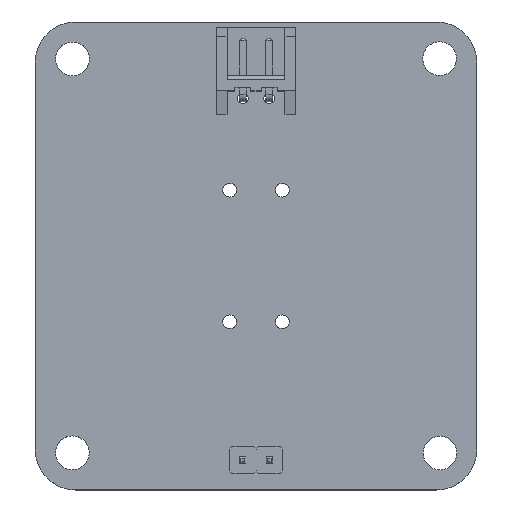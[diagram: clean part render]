
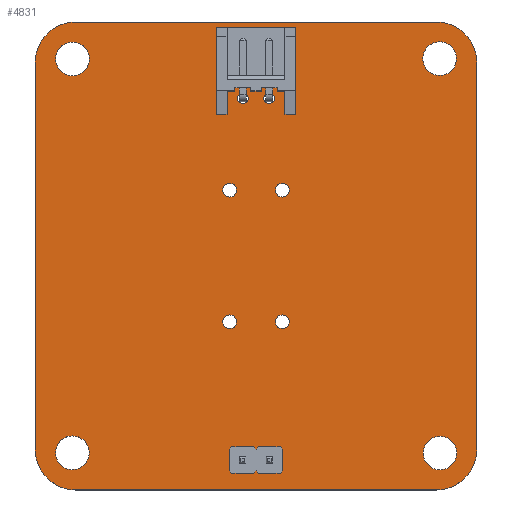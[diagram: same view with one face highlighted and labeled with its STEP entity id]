
A CAD part, top view. The second image highlights one B-rep face of the part: STEP entity #4831.
In plain terms, the highlighted planar face has unit normal (0, 0, 1).
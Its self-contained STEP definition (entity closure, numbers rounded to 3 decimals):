
#4550 = VERTEX_POINT('',#4551);
#4551 = CARTESIAN_POINT('',(167.64,-62.23,1.51));
#4557 = EDGE_CURVE('',#4550,#4558,#4560,.T.);
#4558 = VERTEX_POINT('',#4559);
#4559 = CARTESIAN_POINT('',(171.45,-66.04,1.51));
#4560 = CIRCLE('',#4561,3.81);
#4561 = AXIS2_PLACEMENT_3D('',#4562,#4563,#4564);
#4562 = CARTESIAN_POINT('',(167.64,-66.04,1.51));
#4563 = DIRECTION('',(0.,0.,-1.));
#4564 = DIRECTION('',(0.,1.,0.));
#4592 = VERTEX_POINT('',#4593);
#4593 = CARTESIAN_POINT('',(133.35,-62.23,1.51));
#4599 = EDGE_CURVE('',#4592,#4550,#4600,.T.);
#4600 = LINE('',#4601,#4602);
#4601 = CARTESIAN_POINT('',(133.35,-62.23,1.51));
#4602 = VECTOR('',#4603,1.);
#4603 = DIRECTION('',(1.,0.,0.));
#4621 = EDGE_CURVE('',#4558,#4622,#4624,.T.);
#4622 = VERTEX_POINT('',#4623);
#4623 = CARTESIAN_POINT('',(171.45,-102.87,1.51));
#4624 = LINE('',#4625,#4626);
#4625 = CARTESIAN_POINT('',(171.45,-66.04,1.51));
#4626 = VECTOR('',#4627,1.);
#4627 = DIRECTION('',(0.,-1.,0.));
#4831 = ADVANCED_FACE('',(#4832,#4878,#4889,#4900,#4911,#4922,#4933,
    #4944,#4955,#4966,#4977,#4988,#4999),#5010,.T.);
#4832 = FACE_BOUND('',#4833,.T.);
#4833 = EDGE_LOOP('',(#4834,#4835,#4836,#4845,#4853,#4862,#4870,#4877));
#4834 = ORIENTED_EDGE('',*,*,#4557,.F.);
#4835 = ORIENTED_EDGE('',*,*,#4599,.F.);
#4836 = ORIENTED_EDGE('',*,*,#4837,.F.);
#4837 = EDGE_CURVE('',#4838,#4592,#4840,.T.);
#4838 = VERTEX_POINT('',#4839);
#4839 = CARTESIAN_POINT('',(129.54,-66.04,1.51));
#4840 = CIRCLE('',#4841,3.81);
#4841 = AXIS2_PLACEMENT_3D('',#4842,#4843,#4844);
#4842 = CARTESIAN_POINT('',(133.35,-66.04,1.51));
#4843 = DIRECTION('',(0.,0.,-1.));
#4844 = DIRECTION('',(-1.,0.,-0.));
#4845 = ORIENTED_EDGE('',*,*,#4846,.F.);
#4846 = EDGE_CURVE('',#4847,#4838,#4849,.T.);
#4847 = VERTEX_POINT('',#4848);
#4848 = CARTESIAN_POINT('',(129.54,-102.87,1.51));
#4849 = LINE('',#4850,#4851);
#4850 = CARTESIAN_POINT('',(129.54,-102.87,1.51));
#4851 = VECTOR('',#4852,1.);
#4852 = DIRECTION('',(0.,1.,0.));
#4853 = ORIENTED_EDGE('',*,*,#4854,.F.);
#4854 = EDGE_CURVE('',#4855,#4847,#4857,.T.);
#4855 = VERTEX_POINT('',#4856);
#4856 = CARTESIAN_POINT('',(133.35,-106.68,1.51));
#4857 = CIRCLE('',#4858,3.81);
#4858 = AXIS2_PLACEMENT_3D('',#4859,#4860,#4861);
#4859 = CARTESIAN_POINT('',(133.35,-102.87,1.51));
#4860 = DIRECTION('',(0.,0.,-1.));
#4861 = DIRECTION('',(0.,-1.,0.));
#4862 = ORIENTED_EDGE('',*,*,#4863,.F.);
#4863 = EDGE_CURVE('',#4864,#4855,#4866,.T.);
#4864 = VERTEX_POINT('',#4865);
#4865 = CARTESIAN_POINT('',(167.64,-106.68,1.51));
#4866 = LINE('',#4867,#4868);
#4867 = CARTESIAN_POINT('',(167.64,-106.68,1.51));
#4868 = VECTOR('',#4869,1.);
#4869 = DIRECTION('',(-1.,0.,0.));
#4870 = ORIENTED_EDGE('',*,*,#4871,.F.);
#4871 = EDGE_CURVE('',#4622,#4864,#4872,.T.);
#4872 = CIRCLE('',#4873,3.81);
#4873 = AXIS2_PLACEMENT_3D('',#4874,#4875,#4876);
#4874 = CARTESIAN_POINT('',(167.64,-102.87,1.51));
#4875 = DIRECTION('',(0.,0.,-1.));
#4876 = DIRECTION('',(1.,0.,0.));
#4877 = ORIENTED_EDGE('',*,*,#4621,.F.);
#4878 = FACE_BOUND('',#4879,.T.);
#4879 = EDGE_LOOP('',(#4880));
#4880 = ORIENTED_EDGE('',*,*,#4881,.T.);
#4881 = EDGE_CURVE('',#4882,#4882,#4884,.T.);
#4882 = VERTEX_POINT('',#4883);
#4883 = CARTESIAN_POINT('',(133.045,-104.749,1.51));
#4884 = CIRCLE('',#4885,1.6);
#4885 = AXIS2_PLACEMENT_3D('',#4886,#4887,#4888);
#4886 = CARTESIAN_POINT('',(133.045,-103.149,1.51));
#4887 = DIRECTION('',(-0.,0.,-1.));
#4888 = DIRECTION('',(-0.,-1.,0.));
#4889 = FACE_BOUND('',#4890,.T.);
#4890 = EDGE_LOOP('',(#4891));
#4891 = ORIENTED_EDGE('',*,*,#4892,.T.);
#4892 = EDGE_CURVE('',#4893,#4893,#4895,.T.);
#4893 = VERTEX_POINT('',#4894);
#4894 = CARTESIAN_POINT('',(149.225,-104.335,1.51));
#4895 = CIRCLE('',#4896,0.5);
#4896 = AXIS2_PLACEMENT_3D('',#4897,#4898,#4899);
#4897 = CARTESIAN_POINT('',(149.225,-103.835,1.51));
#4898 = DIRECTION('',(-0.,0.,-1.));
#4899 = DIRECTION('',(-0.,-1.,0.));
#4900 = FACE_BOUND('',#4901,.T.);
#4901 = EDGE_LOOP('',(#4902));
#4902 = ORIENTED_EDGE('',*,*,#4903,.T.);
#4903 = EDGE_CURVE('',#4904,#4904,#4906,.T.);
#4904 = VERTEX_POINT('',#4905);
#4905 = CARTESIAN_POINT('',(147.995,-91.355,1.51));
#4906 = CIRCLE('',#4907,0.65);
#4907 = AXIS2_PLACEMENT_3D('',#4908,#4909,#4910);
#4908 = CARTESIAN_POINT('',(147.995,-90.705,1.51));
#4909 = DIRECTION('',(-0.,0.,-1.));
#4910 = DIRECTION('',(-0.,-1.,0.));
#4911 = FACE_BOUND('',#4912,.T.);
#4912 = EDGE_LOOP('',(#4913));
#4913 = ORIENTED_EDGE('',*,*,#4914,.T.);
#4914 = EDGE_CURVE('',#4915,#4915,#4917,.T.);
#4915 = VERTEX_POINT('',#4916);
#4916 = CARTESIAN_POINT('',(151.765,-104.335,1.51));
#4917 = CIRCLE('',#4918,0.5);
#4918 = AXIS2_PLACEMENT_3D('',#4919,#4920,#4921);
#4919 = CARTESIAN_POINT('',(151.765,-103.835,1.51));
#4920 = DIRECTION('',(-0.,0.,-1.));
#4921 = DIRECTION('',(-0.,-1.,0.));
#4922 = FACE_BOUND('',#4923,.T.);
#4923 = EDGE_LOOP('',(#4924));
#4924 = ORIENTED_EDGE('',*,*,#4925,.T.);
#4925 = EDGE_CURVE('',#4926,#4926,#4928,.T.);
#4926 = VERTEX_POINT('',#4927);
#4927 = CARTESIAN_POINT('',(167.97,-104.775,1.51));
#4928 = CIRCLE('',#4929,1.6);
#4929 = AXIS2_PLACEMENT_3D('',#4930,#4931,#4932);
#4930 = CARTESIAN_POINT('',(167.97,-103.175,1.51));
#4931 = DIRECTION('',(-0.,0.,-1.));
#4932 = DIRECTION('',(-0.,-1.,0.));
#4933 = FACE_BOUND('',#4934,.T.);
#4934 = EDGE_LOOP('',(#4935));
#4935 = ORIENTED_EDGE('',*,*,#4936,.T.);
#4936 = EDGE_CURVE('',#4937,#4937,#4939,.T.);
#4937 = VERTEX_POINT('',#4938);
#4938 = CARTESIAN_POINT('',(152.995,-91.355,1.51));
#4939 = CIRCLE('',#4940,0.65);
#4940 = AXIS2_PLACEMENT_3D('',#4941,#4942,#4943);
#4941 = CARTESIAN_POINT('',(152.995,-90.705,1.51));
#4942 = DIRECTION('',(-0.,0.,-1.));
#4943 = DIRECTION('',(-0.,-1.,0.));
#4944 = FACE_BOUND('',#4945,.T.);
#4945 = EDGE_LOOP('',(#4946));
#4946 = ORIENTED_EDGE('',*,*,#4947,.T.);
#4947 = EDGE_CURVE('',#4948,#4948,#4950,.T.);
#4948 = VERTEX_POINT('',#4949);
#4949 = CARTESIAN_POINT('',(147.995,-78.855,1.51));
#4950 = CIRCLE('',#4951,0.65);
#4951 = AXIS2_PLACEMENT_3D('',#4952,#4953,#4954);
#4952 = CARTESIAN_POINT('',(147.995,-78.205,1.51));
#4953 = DIRECTION('',(-0.,0.,-1.));
#4954 = DIRECTION('',(-0.,-1.,0.));
#4955 = FACE_BOUND('',#4956,.T.);
#4956 = EDGE_LOOP('',(#4957));
#4957 = ORIENTED_EDGE('',*,*,#4958,.T.);
#4958 = EDGE_CURVE('',#4959,#4959,#4961,.T.);
#4959 = VERTEX_POINT('',#4960);
#4960 = CARTESIAN_POINT('',(133.071,-67.335,1.51));
#4961 = CIRCLE('',#4962,1.6);
#4962 = AXIS2_PLACEMENT_3D('',#4963,#4964,#4965);
#4963 = CARTESIAN_POINT('',(133.071,-65.735,1.51));
#4964 = DIRECTION('',(-0.,0.,-1.));
#4965 = DIRECTION('',(-0.,-1.,0.));
#4966 = FACE_BOUND('',#4967,.T.);
#4967 = EDGE_LOOP('',(#4968));
#4968 = ORIENTED_EDGE('',*,*,#4969,.T.);
#4969 = EDGE_CURVE('',#4970,#4970,#4972,.T.);
#4970 = VERTEX_POINT('',#4971);
#4971 = CARTESIAN_POINT('',(149.245,-69.987,1.51));
#4972 = CIRCLE('',#4973,0.5);
#4973 = AXIS2_PLACEMENT_3D('',#4974,#4975,#4976);
#4974 = CARTESIAN_POINT('',(149.245,-69.487,1.51));
#4975 = DIRECTION('',(-0.,0.,-1.));
#4976 = DIRECTION('',(-0.,-1.,0.));
#4977 = FACE_BOUND('',#4978,.T.);
#4978 = EDGE_LOOP('',(#4979));
#4979 = ORIENTED_EDGE('',*,*,#4980,.T.);
#4980 = EDGE_CURVE('',#4981,#4981,#4983,.T.);
#4981 = VERTEX_POINT('',#4982);
#4982 = CARTESIAN_POINT('',(152.995,-78.855,1.51));
#4983 = CIRCLE('',#4984,0.65);
#4984 = AXIS2_PLACEMENT_3D('',#4985,#4986,#4987);
#4985 = CARTESIAN_POINT('',(152.995,-78.205,1.51));
#4986 = DIRECTION('',(-0.,0.,-1.));
#4987 = DIRECTION('',(-0.,-1.,0.));
#4988 = FACE_BOUND('',#4989,.T.);
#4989 = EDGE_LOOP('',(#4990));
#4990 = ORIENTED_EDGE('',*,*,#4991,.T.);
#4991 = EDGE_CURVE('',#4992,#4992,#4994,.T.);
#4992 = VERTEX_POINT('',#4993);
#4993 = CARTESIAN_POINT('',(151.745,-69.987,1.51));
#4994 = CIRCLE('',#4995,0.5);
#4995 = AXIS2_PLACEMENT_3D('',#4996,#4997,#4998);
#4996 = CARTESIAN_POINT('',(151.745,-69.487,1.51));
#4997 = DIRECTION('',(-0.,0.,-1.));
#4998 = DIRECTION('',(-0.,-1.,0.));
#4999 = FACE_BOUND('',#5000,.T.);
#5000 = EDGE_LOOP('',(#5001));
#5001 = ORIENTED_EDGE('',*,*,#5002,.T.);
#5002 = EDGE_CURVE('',#5003,#5003,#5005,.T.);
#5003 = VERTEX_POINT('',#5004);
#5004 = CARTESIAN_POINT('',(167.945,-67.31,1.51));
#5005 = CIRCLE('',#5006,1.6);
#5006 = AXIS2_PLACEMENT_3D('',#5007,#5008,#5009);
#5007 = CARTESIAN_POINT('',(167.945,-65.71,1.51));
#5008 = DIRECTION('',(-0.,0.,-1.));
#5009 = DIRECTION('',(-0.,-1.,0.));
#5010 = PLANE('',#5011);
#5011 = AXIS2_PLACEMENT_3D('',#5012,#5013,#5014);
#5012 = CARTESIAN_POINT('',(0.,0.,1.51));
#5013 = DIRECTION('',(0.,0.,1.));
#5014 = DIRECTION('',(1.,0.,-0.));
